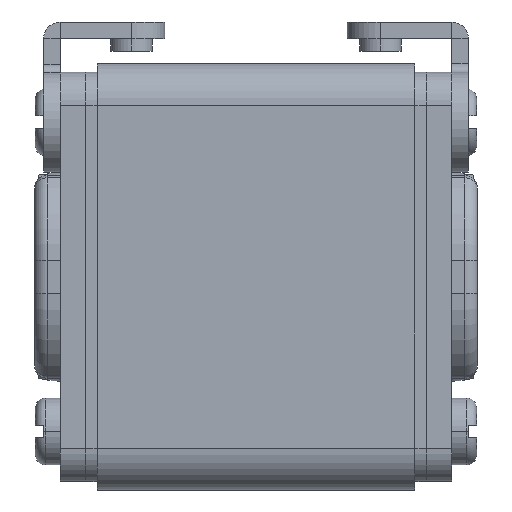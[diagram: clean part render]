
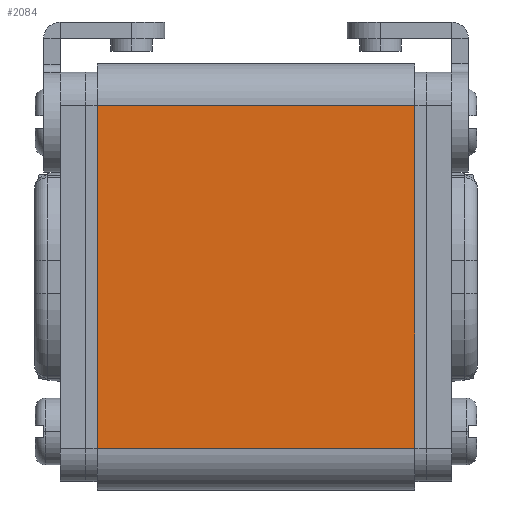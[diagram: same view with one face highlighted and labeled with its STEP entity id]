
A CAD part, left-side view. The second image highlights one B-rep face of the part: STEP entity #2084.
In plain terms, the highlighted face is planar.
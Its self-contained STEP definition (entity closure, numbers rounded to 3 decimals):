
#141=DIRECTION('',(0.,1.,0.));
#142=VECTOR('',#141,41.);
#143=CARTESIAN_POINT('',(-19.,-20.5,-25.5));
#144=LINE('',#143,#142);
#611=DIRECTION('',(-1.,0.,0.));
#612=VECTOR('',#611,38.);
#613=CARTESIAN_POINT('',(19.,-20.5,-25.5));
#614=LINE('',#613,#612);
#618=DIRECTION('',(-1.,0.,0.));
#619=VECTOR('',#618,38.);
#620=CARTESIAN_POINT('',(19.,20.5,-25.5));
#621=LINE('',#620,#619);
#678=DIRECTION('',(0.,1.,0.));
#679=VECTOR('',#678,41.);
#680=CARTESIAN_POINT('',(19.,-20.5,-25.5));
#681=LINE('',#680,#679);
#1533=CARTESIAN_POINT('',(-19.,-20.5,-25.5));
#1535=VERTEX_POINT('',#1533);
#1539=CARTESIAN_POINT('',(19.,-20.5,-25.5));
#1540=VERTEX_POINT('',#1539);
#1542=CARTESIAN_POINT('',(-19.,20.5,-25.5));
#1544=VERTEX_POINT('',#1542);
#1545=CARTESIAN_POINT('',(19.,20.5,-25.5));
#1546=VERTEX_POINT('',#1545);
#2072=CARTESIAN_POINT('',(-19.,-25.5,-25.5));
#2073=DIRECTION('',(0.,0.,-1.));
#2074=DIRECTION('',(0.,1.,0.));
#2075=AXIS2_PLACEMENT_3D('',#2072,#2073,#2074);
#2076=PLANE('',#2075);
#2077=ORIENTED_EDGE('',*,*,#1826,.F.);
#2079=ORIENTED_EDGE('',*,*,#2078,.T.);
#2080=ORIENTED_EDGE('',*,*,#2057,.T.);
#2081=ORIENTED_EDGE('',*,*,#1792,.F.);
#2082=EDGE_LOOP('',(#2077,#2079,#2080,#2081));
#2083=FACE_OUTER_BOUND('',#2082,.F.);
#1792=EDGE_CURVE('',#1535,#1544,#144,.T.);
#1826=EDGE_CURVE('',#1540,#1535,#614,.T.);
#2057=EDGE_CURVE('',#1546,#1544,#621,.T.);
#2078=EDGE_CURVE('',#1540,#1546,#681,.T.);
#2084=ADVANCED_FACE('',(#2083),#2076,.T.);
